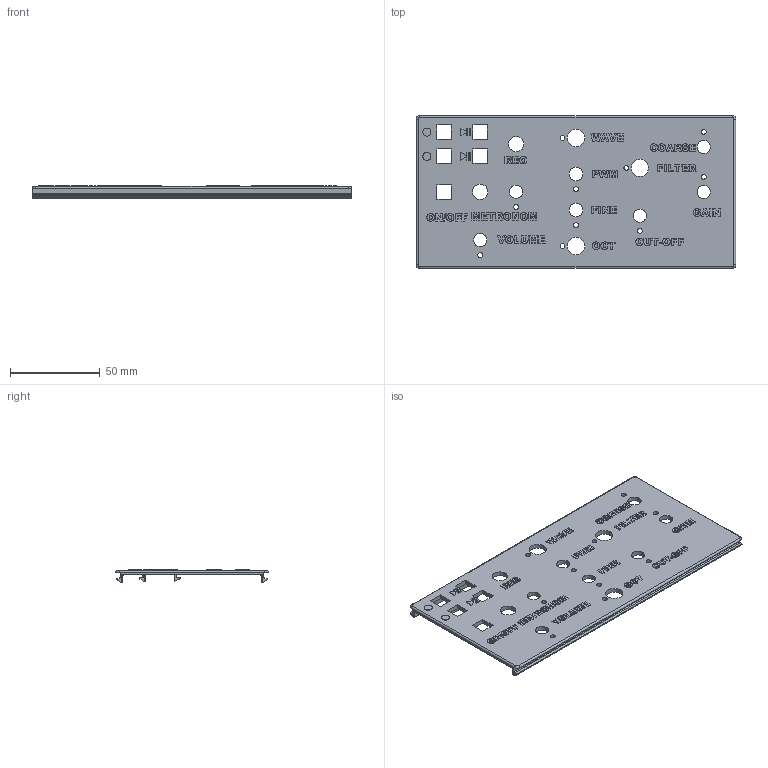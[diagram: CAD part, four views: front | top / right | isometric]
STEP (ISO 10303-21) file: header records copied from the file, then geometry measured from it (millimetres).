
FILE_DESCRIPTION(/* description */ (''),/* implementation_level */ '2;1');
FILE_NAME(/* name */ 'frontplate_left.step',/* time_stamp */ '2026-02-09T19:37:20+01:00',/* author */ ('erikt'),/* organization */ (''),/* preprocessor_version */ 'ST-DEVELOPER v19.2',/* originating_system */ 'Autodesk Inventor 2024',/* authorisation */ '');
FILE_SCHEMA (('CONFIG_CONTROL_DESIGN'));
Length unit declared in the file: millimetre
Products named in the file (3): Schneckel; frontplate; schriftzug_neu
Assembly tree (2 placements, depth 2):
  Schneckel
    frontplate
    schriftzug_neu
Bounding box: 177.5 x 85 x 6.78 mm (x, y, z)
Volume: 36741.6 mm3; surface area: 36595.1 mm2
Topology: 67 solids, 67 shells, 1672 faces, 4334 edges, 2868 vertices
Faces by surface type: plane 1222, bspline 386, cylinder 64
Full cylindrical faces by diameter (mm): 2.7 x10, 4.5 x4, 7.3 x7, 8.5 x2, 9.6 x3
Entity records: 52616 total; most frequent: CARTESIAN_POINT 13969, ORIENTED_EDGE 8644, DIRECTION 6300, EDGE_CURVE 4322, LINE 3446, VECTOR 3446, VERTEX_POINT 2868, EDGE_LOOP 1842
